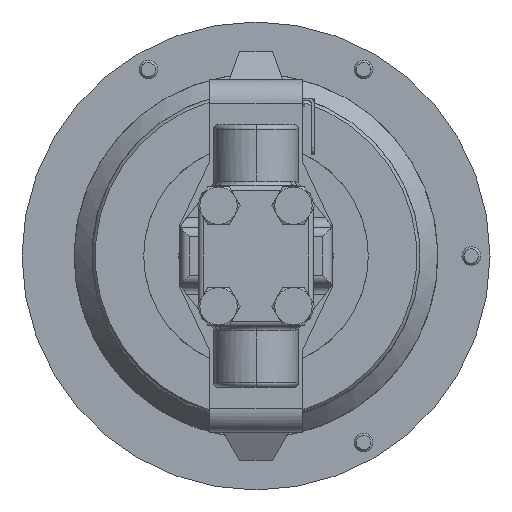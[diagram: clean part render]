
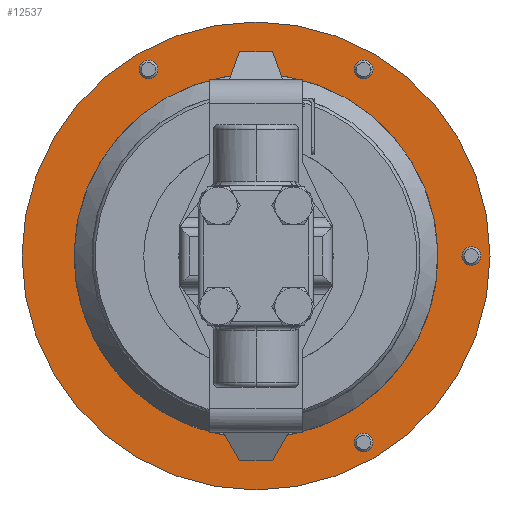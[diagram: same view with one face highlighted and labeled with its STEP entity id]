
A CAD part, front view. The second image highlights one B-rep face of the part: STEP entity #12537.
In plain terms, the highlighted planar face has unit normal (0, -1, 0).
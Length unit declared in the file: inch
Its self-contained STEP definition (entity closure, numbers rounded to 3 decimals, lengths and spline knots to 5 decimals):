
#30 = ORIENTED_EDGE ( 'NONE', *, *, #18354, .T. ) ;
#146 = EDGE_LOOP ( 'NONE', ( #3305, #14080 ) ) ;
#464 = VERTEX_POINT ( 'NONE', #18020 ) ;
#757 = EDGE_CURVE ( 'NONE', #21114, #1876, #15550, .T. ) ;
#967 = EDGE_CURVE ( 'NONE', #10558, #464, #14748, .T. ) ;
#1009 = EDGE_CURVE ( 'NONE', #28135, #25035, #14683, .T. ) ;
#1625 = DIRECTION ( 'NONE',  ( 0., 1., 0. ) ) ;
#1876 = VERTEX_POINT ( 'NONE', #14116 ) ;
#2134 = EDGE_CURVE ( 'NONE', #8280, #25603, #11385, .T. ) ;
#2573 = VERTEX_POINT ( 'NONE', #16903 ) ;
#2887 = EDGE_LOOP ( 'NONE', ( #8449, #20743 ) ) ;
#3305 = ORIENTED_EDGE ( 'NONE', *, *, #1009, .T. ) ;
#3314 = DIRECTION ( 'NONE',  ( 0., 1., 0. ) ) ;
#3700 = CARTESIAN_POINT ( 'NONE',  ( -1.5, 9.29875, 2.38157 ) ) ;
#3963 = CARTESIAN_POINT ( 'NONE',  ( 0., 9.29875, 0. ) ) ;
#4976 = CARTESIAN_POINT ( 'NONE',  ( 1.4375, 9.29875, 2.48982 ) ) ;
#6186 = EDGE_CURVE ( 'NONE', #2573, #10663, #29325, .T. ) ;
#6195 = DIRECTION ( 'NONE',  ( 0., 0., 1. ) ) ;
#6280 = CARTESIAN_POINT ( 'NONE',  ( 1.375, 9.29875, -2.59808 ) ) ;
#6530 = AXIS2_PLACEMENT_3D ( 'NONE', #3963, #19796, #6195 ) ;
#6632 = AXIS2_PLACEMENT_3D ( 'NONE', #10360, #26491, #12637 ) ;
#6957 = ORIENTED_EDGE ( 'NONE', *, *, #12531, .T. ) ;
#7104 = AXIS2_PLACEMENT_3D ( 'NONE', #16788, #3314, #19128 ) ;
#7209 = DIRECTION ( 'NONE',  ( 1., 0., 0. ) ) ;
#7771 = ORIENTED_EDGE ( 'NONE', *, *, #13126, .T. ) ;
#7910 = CIRCLE ( 'NONE', #16268, 3.125 ) ;
#7934 = EDGE_CURVE ( 'NONE', #25035, #28135, #24248, .T. ) ;
#8001 = CARTESIAN_POINT ( 'NONE',  ( 1.5, 9.29875, -2.38157 ) ) ;
#8134 = AXIS2_PLACEMENT_3D ( 'NONE', #8966, #25019, #11195 ) ;
#8181 = CIRCLE ( 'NONE', #7104, 0.125 ) ;
#8280 = VERTEX_POINT ( 'NONE', #6280 ) ;
#8449 = ORIENTED_EDGE ( 'NONE', *, *, #967, .F. ) ;
#8588 = CARTESIAN_POINT ( 'NONE',  ( 2.8125, 9.29875, 0.10825 ) ) ;
#8966 = CARTESIAN_POINT ( 'NONE',  ( 2.875, 9.29875, 0. ) ) ;
#9314 = CARTESIAN_POINT ( 'NONE',  ( -1.4375, 9.29875, 2.48982 ) ) ;
#9727 = AXIS2_PLACEMENT_3D ( 'NONE', #9314, #25389, #11558 ) ;
#10005 = FACE_BOUND ( 'NONE', #29507, .T. ) ;
#10025 = FACE_BOUND ( 'NONE', #146, .T. ) ;
#10048 = FACE_BOUND ( 'NONE', #15343, .T. ) ;
#10078 = FACE_OUTER_BOUND ( 'NONE', #2887, .T. ) ;
#10108 = FACE_BOUND ( 'NONE', #11610, .T. ) ;
#10190 = FACE_BOUND ( 'NONE', #19341, .T. ) ;
#10241 = CIRCLE ( 'NONE', #9727, 0.125 ) ;
#10322 = AXIS2_PLACEMENT_3D ( 'NONE', #10689, #26841, #12988 ) ;
#10360 = CARTESIAN_POINT ( 'NONE',  ( -1.4375, 9.29875, 2.48982 ) ) ;
#10487 = DIRECTION ( 'NONE',  ( 0., 1., 0. ) ) ;
#10558 = VERTEX_POINT ( 'NONE', #23511 ) ;
#10663 = VERTEX_POINT ( 'NONE', #14686 ) ;
#10689 = CARTESIAN_POINT ( 'NONE',  ( 1.4375, 9.29875, -2.48982 ) ) ;
#10990 = CARTESIAN_POINT ( 'NONE',  ( 1.5625, 9.29875, 2.48982 ) ) ;
#11195 = DIRECTION ( 'NONE',  ( 1., 0., 0. ) ) ;
#11292 = CARTESIAN_POINT ( 'NONE',  ( 0., 9.29875, 0. ) ) ;
#11349 = CARTESIAN_POINT ( 'NONE',  ( 0., 9.29875, 0. ) ) ;
#11385 = CIRCLE ( 'NONE', #10322, 0.125 ) ;
#11558 = DIRECTION ( 'NONE',  ( 1., 0., 0. ) ) ;
#11610 = EDGE_LOOP ( 'NONE', ( #24147, #25771 ) ) ;
#12531 = EDGE_CURVE ( 'NONE', #18811, #14226, #10241, .T. ) ;
#12537 = ADVANCED_FACE ( 'NONE', ( #10190, #10108, #10078, #10048, #10025, #10005 ), #25287, .T. ) ;
#12637 = DIRECTION ( 'NONE',  ( 1., 0., 0. ) ) ;
#12988 = DIRECTION ( 'NONE',  ( 1., 0., 0. ) ) ;
#13081 = CARTESIAN_POINT ( 'NONE',  ( 2.875, 9.29875, 0. ) ) ;
#13126 = EDGE_CURVE ( 'NONE', #25603, #8280, #8181, .T. ) ;
#13208 = CIRCLE ( 'NONE', #24240, 0.125 ) ;
#13589 = DIRECTION ( 'NONE',  ( 0., 0., -1. ) ) ;
#13645 = DIRECTION ( 'NONE',  ( 0., 0., -1. ) ) ;
#13684 = ORIENTED_EDGE ( 'NONE', *, *, #6186, .T. ) ;
#13847 = DIRECTION ( 'NONE',  ( 0., 0., 1. ) ) ;
#14080 = ORIENTED_EDGE ( 'NONE', *, *, #7934, .T. ) ;
#14111 = AXIS2_PLACEMENT_3D ( 'NONE', #13081, #29275, #15349 ) ;
#14116 = CARTESIAN_POINT ( 'NONE',  ( 1.3125, 9.29875, 2.48982 ) ) ;
#14226 = VERTEX_POINT ( 'NONE', #3700 ) ;
#14282 = AXIS2_PLACEMENT_3D ( 'NONE', #15937, #27730, #13847 ) ;
#14683 = CIRCLE ( 'NONE', #14111, 0.125 ) ;
#14686 = CARTESIAN_POINT ( 'NONE',  ( 0., 9.29875, 2.4285 ) ) ;
#14748 = CIRCLE ( 'NONE', #6530, 3.125 ) ;
#15081 = CARTESIAN_POINT ( 'NONE',  ( 1.4375, 9.29875, 2.48982 ) ) ;
#15343 = EDGE_LOOP ( 'NONE', ( #13684, #30 ) ) ;
#15349 = DIRECTION ( 'NONE',  ( 1., 0., 0. ) ) ;
#15459 = AXIS2_PLACEMENT_3D ( 'NONE', #11292, #27448, #13589 ) ;
#15550 = CIRCLE ( 'NONE', #16175, 0.125 ) ;
#15937 = CARTESIAN_POINT ( 'NONE',  ( -3.239, 9.29875, 0. ) ) ;
#16175 = AXIS2_PLACEMENT_3D ( 'NONE', #4976, #20861, #7209 ) ;
#16268 = AXIS2_PLACEMENT_3D ( 'NONE', #24278, #10487, #26622 ) ;
#16521 = CARTESIAN_POINT ( 'NONE',  ( 2.9375, 9.29875, -0.10825 ) ) ;
#16788 = CARTESIAN_POINT ( 'NONE',  ( 1.4375, 9.29875, -2.48982 ) ) ;
#16903 = CARTESIAN_POINT ( 'NONE',  ( 0., 9.29875, -2.4285 ) ) ;
#17144 = CIRCLE ( 'NONE', #20722, 2.4285 ) ;
#17389 = DIRECTION ( 'NONE',  ( 1., 0., 0. ) ) ;
#18020 = CARTESIAN_POINT ( 'NONE',  ( 0., 9.29875, -3.125 ) ) ;
#18354 = EDGE_CURVE ( 'NONE', #10663, #2573, #17144, .T. ) ;
#18811 = VERTEX_POINT ( 'NONE', #26775 ) ;
#19128 = DIRECTION ( 'NONE',  ( 1., 0., 0. ) ) ;
#19233 = EDGE_CURVE ( 'NONE', #1876, #21114, #13208, .T. ) ;
#19341 = EDGE_LOOP ( 'NONE', ( #21985, #6957 ) ) ;
#19796 = DIRECTION ( 'NONE',  ( 0., 1., 0. ) ) ;
#20084 = EDGE_CURVE ( 'NONE', #464, #10558, #7910, .T. ) ;
#20722 = AXIS2_PLACEMENT_3D ( 'NONE', #11349, #27517, #13645 ) ;
#20743 = ORIENTED_EDGE ( 'NONE', *, *, #20084, .F. ) ;
#20861 = DIRECTION ( 'NONE',  ( 0., 1., 0. ) ) ;
#21114 = VERTEX_POINT ( 'NONE', #10990 ) ;
#21985 = ORIENTED_EDGE ( 'NONE', *, *, #27357, .T. ) ;
#23511 = CARTESIAN_POINT ( 'NONE',  ( 0., 9.29875, 3.125 ) ) ;
#24147 = ORIENTED_EDGE ( 'NONE', *, *, #19233, .T. ) ;
#24240 = AXIS2_PLACEMENT_3D ( 'NONE', #15081, #1625, #17389 ) ;
#24248 = CIRCLE ( 'NONE', #8134, 0.125 ) ;
#24278 = CARTESIAN_POINT ( 'NONE',  ( 0., 9.29875, 0. ) ) ;
#24353 = CIRCLE ( 'NONE', #6632, 0.125 ) ;
#25019 = DIRECTION ( 'NONE',  ( 0., 1., 0. ) ) ;
#25035 = VERTEX_POINT ( 'NONE', #16521 ) ;
#25287 = PLANE ( 'NONE',  #14282 ) ;
#25389 = DIRECTION ( 'NONE',  ( 0., 1., 0. ) ) ;
#25603 = VERTEX_POINT ( 'NONE', #8001 ) ;
#25771 = ORIENTED_EDGE ( 'NONE', *, *, #757, .T. ) ;
#26491 = DIRECTION ( 'NONE',  ( 0., 1., 0. ) ) ;
#26622 = DIRECTION ( 'NONE',  ( 0., 0., 1. ) ) ;
#26770 = ORIENTED_EDGE ( 'NONE', *, *, #2134, .T. ) ;
#26775 = CARTESIAN_POINT ( 'NONE',  ( -1.375, 9.29875, 2.59808 ) ) ;
#26841 = DIRECTION ( 'NONE',  ( 0., 1., 0. ) ) ;
#27357 = EDGE_CURVE ( 'NONE', #14226, #18811, #24353, .T. ) ;
#27448 = DIRECTION ( 'NONE',  ( 0., 1., 0. ) ) ;
#27517 = DIRECTION ( 'NONE',  ( 0., 1., 0. ) ) ;
#27730 = DIRECTION ( 'NONE',  ( 0., -1., 0. ) ) ;
#28135 = VERTEX_POINT ( 'NONE', #8588 ) ;
#29275 = DIRECTION ( 'NONE',  ( 0., 1., 0. ) ) ;
#29325 = CIRCLE ( 'NONE', #15459, 2.4285 ) ;
#29507 = EDGE_LOOP ( 'NONE', ( #7771, #26770 ) ) ;
